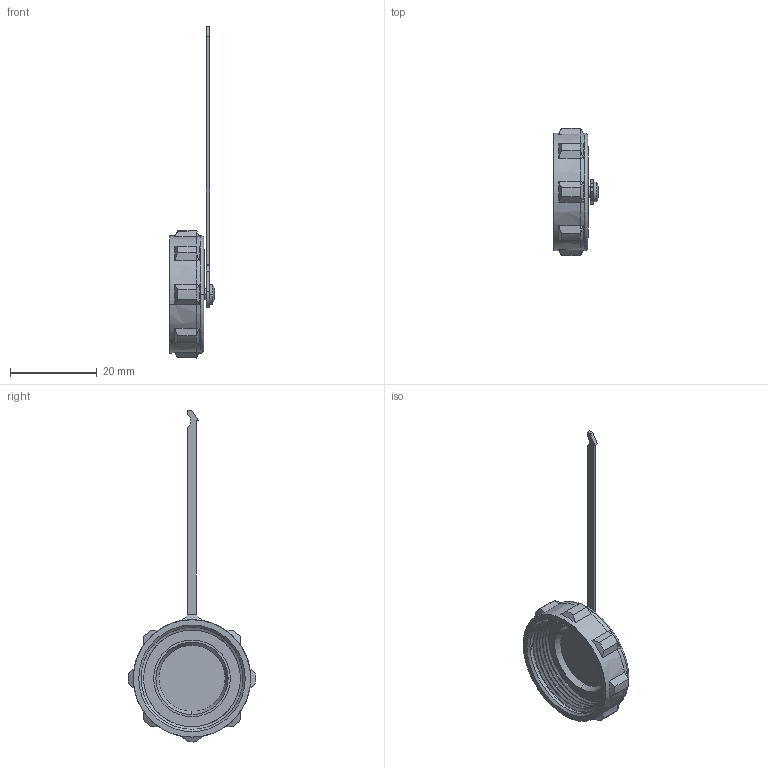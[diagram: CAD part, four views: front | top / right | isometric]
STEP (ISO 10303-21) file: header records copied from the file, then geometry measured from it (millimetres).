
FILE_DESCRIPTION((''),'2;1');
FILE_NAME('1','2020-03-16T',('Administrator'),(''),'CREO PARAMETRIC BY PTC INC, 2016130','CREO PARAMETRIC BY PTC INC, 2016130','');
FILE_SCHEMA(('CONFIG_CONTROL_DESIGN'));
Length unit declared in the file: inch
Products named in the file (1): 1
Bounding box: 10.3 x 29.4 x 76.7 mm (x, y, z)
Volume: 2221.3 mm3; surface area: 3100.8 mm2
Topology: 1 solids, 1 shells, 131 faces, 340 edges, 216 vertices
Faces by surface type: plane 56, cone 36, cylinder 31, bspline 6, torus 2
Entity records: 6111 total; most frequent: CARTESIAN_POINT 3032, ORIENTED_EDGE 680, DIRECTION 579, EDGE_CURVE 340, AXIS2_PLACEMENT_3D 241, VERTEX_POINT 216, EDGE_LOOP 138, FACE_OUTER_BOUND 131
